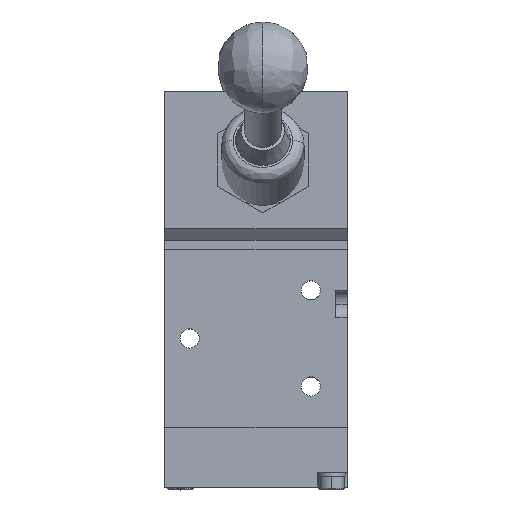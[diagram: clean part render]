
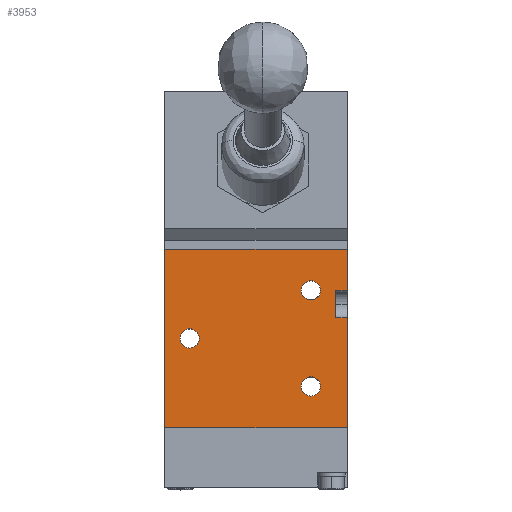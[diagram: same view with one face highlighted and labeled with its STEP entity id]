
A CAD part, top view. The second image highlights one B-rep face of the part: STEP entity #3953.
In plain terms, the highlighted planar face has unit normal (0, 0, 1).
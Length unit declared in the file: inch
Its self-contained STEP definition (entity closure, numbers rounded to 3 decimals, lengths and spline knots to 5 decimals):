
#46 = DIRECTION ( 'NONE',  ( 1., 0., 0. ) ) ;
#55 = VERTEX_POINT ( 'NONE', #1815 ) ;
#76 = ORIENTED_EDGE ( 'NONE', *, *, #3925, .F. ) ;
#87 = DIRECTION ( 'NONE',  ( 0., -1., 0. ) ) ;
#91 = VERTEX_POINT ( 'NONE', #5531 ) ;
#153 = AXIS2_PLACEMENT_3D ( 'NONE', #4330, #3406, #4727 ) ;
#189 = DIRECTION ( 'NONE',  ( -1., 0., 0. ) ) ;
#226 = DIRECTION ( 'NONE',  ( -1., 0., 0. ) ) ;
#387 = EDGE_CURVE ( 'NONE', #1340, #392, #5293, .T. ) ;
#392 = VERTEX_POINT ( 'NONE', #562 ) ;
#428 = CARTESIAN_POINT ( 'NONE',  ( -0.7874, 0.51181, 0.98425 ) ) ;
#464 = CARTESIAN_POINT ( 'NONE',  ( 0.47244, 1.69291, 0.98425 ) ) ;
#536 = CARTESIAN_POINT ( 'NONE',  ( 0., 2.04724, 0.98425 ) ) ;
#562 = CARTESIAN_POINT ( 'NONE',  ( 0.7874, 2.04724, 0.98425 ) ) ;
#643 = CARTESIAN_POINT ( 'NONE',  ( 0.47244, 0.86614, 0.98425 ) ) ;
#667 = ORIENTED_EDGE ( 'NONE', *, *, #4887, .F. ) ;
#699 = CIRCLE ( 'NONE', #3656, 0.08268 ) ;
#701 = VECTOR ( 'NONE', #4387, 39.37008 ) ;
#811 = CARTESIAN_POINT ( 'NONE',  ( 0.7874, 0.51181, 0.98425 ) ) ;
#812 = VERTEX_POINT ( 'NONE', #3187 ) ;
#829 = DIRECTION ( 'NONE',  ( 0., 0., 1. ) ) ;
#844 = EDGE_CURVE ( 'NONE', #3496, #3378, #3939, .T. ) ;
#853 = ORIENTED_EDGE ( 'NONE', *, *, #2575, .F. ) ;
#860 = CIRCLE ( 'NONE', #4279, 0.08268 ) ;
#888 = DIRECTION ( 'NONE',  ( -1., 0., 0. ) ) ;
#997 = CARTESIAN_POINT ( 'NONE',  ( 0., 0.51181, 0.98425 ) ) ;
#1017 = DIRECTION ( 'NONE',  ( 0., 0., 1. ) ) ;
#1037 = ORIENTED_EDGE ( 'NONE', *, *, #3722, .F. ) ;
#1161 = VECTOR ( 'NONE', #1871, 39.37008 ) ;
#1208 = ORIENTED_EDGE ( 'NONE', *, *, #5450, .F. ) ;
#1228 = VERTEX_POINT ( 'NONE', #2014 ) ;
#1291 = DIRECTION ( 'NONE',  ( -1., 0., 0. ) ) ;
#1340 = VERTEX_POINT ( 'NONE', #2149 ) ;
#1360 = VERTEX_POINT ( 'NONE', #4346 ) ;
#1445 = PLANE ( 'NONE',  #3472 ) ;
#1464 = LINE ( 'NONE', #997, #5382 ) ;
#1504 = ORIENTED_EDGE ( 'NONE', *, *, #3856, .F. ) ;
#1538 = EDGE_CURVE ( 'NONE', #3378, #5657, #1464, .T. ) ;
#1553 = VERTEX_POINT ( 'NONE', #4895 ) ;
#1710 = VECTOR ( 'NONE', #87, 39.37008 ) ;
#1716 = AXIS2_PLACEMENT_3D ( 'NONE', #3628, #4524, #189 ) ;
#1803 = AXIS2_PLACEMENT_3D ( 'NONE', #5434, #4620, #2457 ) ;
#1815 = CARTESIAN_POINT ( 'NONE',  ( 0.38976, 0.86614, 0.98425 ) ) ;
#1871 = DIRECTION ( 'NONE',  ( 1., 0., 0. ) ) ;
#2014 = CARTESIAN_POINT ( 'NONE',  ( 0.55512, 0.86614, 0.98425 ) ) ;
#2081 = EDGE_CURVE ( 'NONE', #1228, #55, #860, .T. ) ;
#2149 = CARTESIAN_POINT ( 'NONE',  ( -0.7874, 2.04724, 0.98425 ) ) ;
#2246 = LINE ( 'NONE', #2305, #1710 ) ;
#2305 = CARTESIAN_POINT ( 'NONE',  ( 0.68504, 0.51181, 0.98425 ) ) ;
#2348 = DIRECTION ( 'NONE',  ( -1., 0., 0. ) ) ;
#2351 = VECTOR ( 'NONE', #3060, 39.37008 ) ;
#2363 = FACE_OUTER_BOUND ( 'NONE', #5237, .T. ) ;
#2414 = CARTESIAN_POINT ( 'NONE',  ( 0., 0.51181, 0.98425 ) ) ;
#2417 = VECTOR ( 'NONE', #46, 39.37008 ) ;
#2457 = DIRECTION ( 'NONE',  ( -1., 0., 0. ) ) ;
#2575 = EDGE_CURVE ( 'NONE', #1553, #91, #5110, .T. ) ;
#2591 = ORIENTED_EDGE ( 'NONE', *, *, #1538, .F. ) ;
#2661 = DIRECTION ( 'NONE',  ( 0., 0., 1. ) ) ;
#2685 = EDGE_CURVE ( 'NONE', #392, #812, #4769, .T. ) ;
#2742 = CARTESIAN_POINT ( 'NONE',  ( 0., 1.69291, 0.98425 ) ) ;
#2821 = CIRCLE ( 'NONE', #153, 0.08268 ) ;
#2885 = FACE_BOUND ( 'NONE', #3305, .T. ) ;
#3046 = CARTESIAN_POINT ( 'NONE',  ( 0.68504, 1.69291, 0.98425 ) ) ;
#3060 = DIRECTION ( 'NONE',  ( 0., -1., 0. ) ) ;
#3173 = LINE ( 'NONE', #2742, #5216 ) ;
#3187 = CARTESIAN_POINT ( 'NONE',  ( 0.7874, 1.69291, 0.98425 ) ) ;
#3234 = LINE ( 'NONE', #5507, #1161 ) ;
#3305 = EDGE_LOOP ( 'NONE', ( #3448, #4777 ) ) ;
#3378 = VERTEX_POINT ( 'NONE', #4853 ) ;
#3406 = DIRECTION ( 'NONE',  ( 0., 0., 1. ) ) ;
#3448 = ORIENTED_EDGE ( 'NONE', *, *, #3682, .F. ) ;
#3472 = AXIS2_PLACEMENT_3D ( 'NONE', #2414, #3668, #226 ) ;
#3475 = DIRECTION ( 'NONE',  ( -1., 0., 0. ) ) ;
#3496 = VERTEX_POINT ( 'NONE', #4135 ) ;
#3498 = EDGE_CURVE ( 'NONE', #3563, #5126, #4298, .T. ) ;
#3563 = VERTEX_POINT ( 'NONE', #4537 ) ;
#3570 = DIRECTION ( 'NONE',  ( -1., 0., 0. ) ) ;
#3628 = CARTESIAN_POINT ( 'NONE',  ( -0.57087, 1.27953, 0.98425 ) ) ;
#3656 = AXIS2_PLACEMENT_3D ( 'NONE', #4728, #829, #1291 ) ;
#3668 = DIRECTION ( 'NONE',  ( 0., 0., -1. ) ) ;
#3682 = EDGE_CURVE ( 'NONE', #55, #1228, #2821, .T. ) ;
#3722 = EDGE_CURVE ( 'NONE', #5657, #1340, #5248, .T. ) ;
#3856 = EDGE_CURVE ( 'NONE', #812, #4257, #3173, .T. ) ;
#3925 = EDGE_CURVE ( 'NONE', #1360, #3496, #3234, .T. ) ;
#3939 = LINE ( 'NONE', #4025, #5467 ) ;
#3942 = CARTESIAN_POINT ( 'NONE',  ( -0.7874, 0.51181, 0.98425 ) ) ;
#3953 = ADVANCED_FACE ( 'NONE', ( #2363, #4557, #2885, #4589 ), #1445, .F. ) ;
#4005 = AXIS2_PLACEMENT_3D ( 'NONE', #464, #2661, #3475 ) ;
#4025 = CARTESIAN_POINT ( 'NONE',  ( 0.7874, 0.51181, 0.98425 ) ) ;
#4067 = ORIENTED_EDGE ( 'NONE', *, *, #4988, .F. ) ;
#4135 = CARTESIAN_POINT ( 'NONE',  ( 0.7874, 1.45669, 0.98425 ) ) ;
#4145 = ORIENTED_EDGE ( 'NONE', *, *, #3498, .F. ) ;
#4187 = ORIENTED_EDGE ( 'NONE', *, *, #844, .F. ) ;
#4257 = VERTEX_POINT ( 'NONE', #3046 ) ;
#4279 = AXIS2_PLACEMENT_3D ( 'NONE', #643, #1017, #2348 ) ;
#4298 = CIRCLE ( 'NONE', #1803, 0.08268 ) ;
#4330 = CARTESIAN_POINT ( 'NONE',  ( 0.47244, 0.86614, 0.98425 ) ) ;
#4346 = CARTESIAN_POINT ( 'NONE',  ( 0.68504, 1.45669, 0.98425 ) ) ;
#4387 = DIRECTION ( 'NONE',  ( 0., 1., 0. ) ) ;
#4431 = ORIENTED_EDGE ( 'NONE', *, *, #2685, .F. ) ;
#4453 = DIRECTION ( 'NONE',  ( 0., -1., 0. ) ) ;
#4516 = EDGE_LOOP ( 'NONE', ( #4145, #1208 ) ) ;
#4524 = DIRECTION ( 'NONE',  ( 0., 0., 1. ) ) ;
#4537 = CARTESIAN_POINT ( 'NONE',  ( -0.65354, 1.27953, 0.98425 ) ) ;
#4557 = FACE_BOUND ( 'NONE', #5379, .T. ) ;
#4589 = FACE_BOUND ( 'NONE', #4516, .T. ) ;
#4620 = DIRECTION ( 'NONE',  ( 0., 0., 1. ) ) ;
#4672 = CIRCLE ( 'NONE', #1716, 0.08268 ) ;
#4727 = DIRECTION ( 'NONE',  ( -1., 0., 0. ) ) ;
#4728 = CARTESIAN_POINT ( 'NONE',  ( 0.47244, 1.69291, 0.98425 ) ) ;
#4769 = LINE ( 'NONE', #811, #2351 ) ;
#4772 = ORIENTED_EDGE ( 'NONE', *, *, #387, .F. ) ;
#4777 = ORIENTED_EDGE ( 'NONE', *, *, #2081, .F. ) ;
#4853 = CARTESIAN_POINT ( 'NONE',  ( 0.7874, 0.51181, 0.98425 ) ) ;
#4887 = EDGE_CURVE ( 'NONE', #91, #1553, #699, .T. ) ;
#4895 = CARTESIAN_POINT ( 'NONE',  ( 0.38976, 1.69291, 0.98425 ) ) ;
#4988 = EDGE_CURVE ( 'NONE', #4257, #1360, #2246, .T. ) ;
#5110 = CIRCLE ( 'NONE', #4005, 0.08268 ) ;
#5126 = VERTEX_POINT ( 'NONE', #5179 ) ;
#5179 = CARTESIAN_POINT ( 'NONE',  ( -0.48819, 1.27953, 0.98425 ) ) ;
#5216 = VECTOR ( 'NONE', #888, 39.37008 ) ;
#5237 = EDGE_LOOP ( 'NONE', ( #4067, #1504, #4431, #4772, #1037, #2591, #4187, #76 ) ) ;
#5248 = LINE ( 'NONE', #428, #701 ) ;
#5293 = LINE ( 'NONE', #536, #2417 ) ;
#5379 = EDGE_LOOP ( 'NONE', ( #853, #667 ) ) ;
#5382 = VECTOR ( 'NONE', #3570, 39.37008 ) ;
#5434 = CARTESIAN_POINT ( 'NONE',  ( -0.57087, 1.27953, 0.98425 ) ) ;
#5450 = EDGE_CURVE ( 'NONE', #5126, #3563, #4672, .T. ) ;
#5467 = VECTOR ( 'NONE', #4453, 39.37008 ) ;
#5507 = CARTESIAN_POINT ( 'NONE',  ( 0., 1.45669, 0.98425 ) ) ;
#5531 = CARTESIAN_POINT ( 'NONE',  ( 0.55512, 1.69291, 0.98425 ) ) ;
#5657 = VERTEX_POINT ( 'NONE', #3942 ) ;
